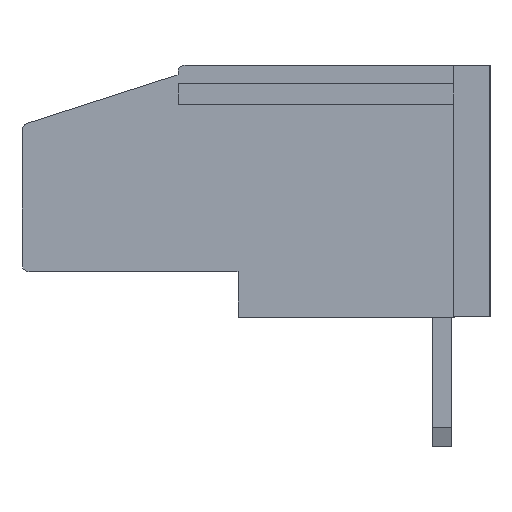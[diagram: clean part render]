
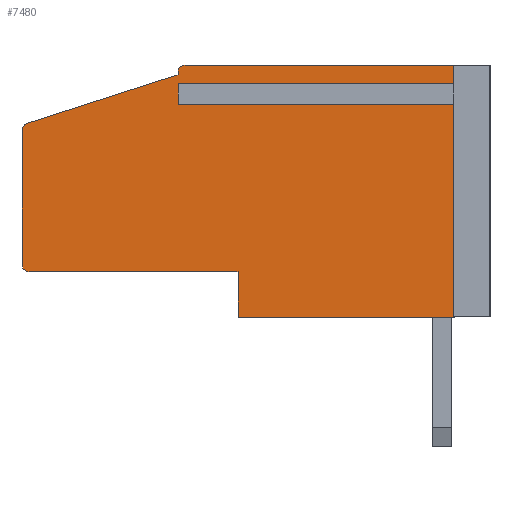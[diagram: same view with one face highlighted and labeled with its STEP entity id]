
A CAD part, left-side view. The second image highlights one B-rep face of the part: STEP entity #7480.
In plain terms, the highlighted planar face has unit normal (-1, 0, 0).
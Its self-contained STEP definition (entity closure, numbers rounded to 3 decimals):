
#16 = EDGE_CURVE ( 'NONE', #17243, #30233, #23821, .T. ) ;
#367 = EDGE_CURVE ( 'NONE', #2757, #24614, #15423, .T. ) ;
#573 = LINE ( 'NONE', #14287, #20596 ) ;
#751 = ORIENTED_EDGE ( 'NONE', *, *, #5729, .T. ) ;
#842 = EDGE_CURVE ( 'NONE', #20254, #1180, #16772, .T. ) ;
#1180 = VERTEX_POINT ( 'NONE', #22285 ) ;
#1573 = LINE ( 'NONE', #24699, #26450 ) ;
#2206 = ORIENTED_EDGE ( 'NONE', *, *, #6909, .T. ) ;
#2402 = CARTESIAN_POINT ( 'NONE',  ( 0., 1.5, 10.5 ) ) ;
#2426 = DIRECTION ( 'NONE',  ( 0., -1., 0. ) ) ;
#2444 = CARTESIAN_POINT ( 'NONE',  ( 0., 12.7, 10.2 ) ) ;
#2591 = DIRECTION ( 'NONE',  ( 0., 0., -1. ) ) ;
#2725 = DIRECTION ( 'NONE',  ( 1., 0., 0. ) ) ;
#2757 = VERTEX_POINT ( 'NONE', #4349 ) ;
#3469 = CARTESIAN_POINT ( 'NONE',  ( 0., 13., 10.1 ) ) ;
#4314 = CARTESIAN_POINT ( 'NONE',  ( 0., 19.292, 8.067 ) ) ;
#4349 = CARTESIAN_POINT ( 'NONE',  ( 0., 19.5, 2.2 ) ) ;
#4412 = EDGE_CURVE ( 'NONE', #24816, #13940, #24147, .T. ) ;
#4588 = ORIENTED_EDGE ( 'NONE', *, *, #12918, .F. ) ;
#4820 = DIRECTION ( 'NONE',  ( -1., 0., 0. ) ) ;
#5471 = CARTESIAN_POINT ( 'NONE',  ( 0., 1.5, 9.502 ) ) ;
#5485 = CARTESIAN_POINT ( 'NONE',  ( 0., 19.2, 2.2 ) ) ;
#5729 = EDGE_CURVE ( 'NONE', #24816, #24614, #6097, .T. ) ;
#5833 = EDGE_CURVE ( 'NONE', #12743, #8528, #12364, .T. ) ;
#5857 = CARTESIAN_POINT ( 'NONE',  ( 0., 19.5, 0. ) ) ;
#6097 = CIRCLE ( 'NONE', #18031, 0.3 ) ;
#6455 = DIRECTION ( 'NONE',  ( 0., -1., 0. ) ) ;
#6909 = EDGE_CURVE ( 'NONE', #20254, #9182, #573, .T. ) ;
#6989 = ORIENTED_EDGE ( 'NONE', *, *, #842, .F. ) ;
#7088 = VECTOR ( 'NONE', #22610, 1000. ) ;
#7480 = ADVANCED_FACE ( 'NONE', ( #24130 ), #21616, .F. ) ;
#8328 = VECTOR ( 'NONE', #9826, 1000. ) ;
#8528 = VERTEX_POINT ( 'NONE', #29408 ) ;
#8706 = ORIENTED_EDGE ( 'NONE', *, *, #18926, .F. ) ;
#9047 = CARTESIAN_POINT ( 'NONE',  ( 0., 19.2, 1.9 ) ) ;
#9182 = VERTEX_POINT ( 'NONE', #5471 ) ;
#9281 = AXIS2_PLACEMENT_3D ( 'NONE', #5485, #20128, #19823 ) ;
#9795 = CIRCLE ( 'NONE', #9281, 0.3 ) ;
#9826 = DIRECTION ( 'NONE',  ( 0., 0., 1. ) ) ;
#9920 = VECTOR ( 'NONE', #26698, 1000. ) ;
#10280 = ORIENTED_EDGE ( 'NONE', *, *, #26210, .T. ) ;
#10547 = ORIENTED_EDGE ( 'NONE', *, *, #14792, .F. ) ;
#10953 = LINE ( 'NONE', #27716, #27234 ) ;
#11105 = CARTESIAN_POINT ( 'NONE',  ( 0., 10.5, 1.9 ) ) ;
#11117 = LINE ( 'NONE', #20800, #14400 ) ;
#11741 = DIRECTION ( 'NONE',  ( 0., 0., -1. ) ) ;
#11890 = DIRECTION ( 'NONE',  ( 0., 0., -1. ) ) ;
#12137 = ORIENTED_EDGE ( 'NONE', *, *, #30508, .T. ) ;
#12214 = DIRECTION ( 'NONE',  ( 0., 0., -1. ) ) ;
#12281 = LINE ( 'NONE', #29070, #9920 ) ;
#12364 = LINE ( 'NONE', #14891, #29580 ) ;
#12598 = ORIENTED_EDGE ( 'NONE', *, *, #367, .F. ) ;
#12619 = EDGE_CURVE ( 'NONE', #2757, #15003, #9795, .T. ) ;
#12644 = DIRECTION ( 'NONE',  ( 0., 0., -1. ) ) ;
#12730 = VECTOR ( 'NONE', #26772, 1000. ) ;
#12743 = VERTEX_POINT ( 'NONE', #20581 ) ;
#12782 = DIRECTION ( 'NONE',  ( 0., 1., 0. ) ) ;
#12814 = LINE ( 'NONE', #5857, #12730 ) ;
#12880 = ORIENTED_EDGE ( 'NONE', *, *, #25200, .F. ) ;
#12918 = EDGE_CURVE ( 'NONE', #20233, #26324, #18897, .T. ) ;
#12956 = DIRECTION ( 'NONE',  ( -1., 0., 0. ) ) ;
#13052 = CARTESIAN_POINT ( 'NONE',  ( 0., 19.5, 10.5 ) ) ;
#13059 = AXIS2_PLACEMENT_3D ( 'NONE', #19135, #2725, #12214 ) ;
#13823 = EDGE_LOOP ( 'NONE', ( #12598, #24082, #8706, #4588, #10280, #23207, #12880, #6989, #2206, #23327, #23512, #12137, #10547, #16125, #751 ) ) ;
#13940 = VERTEX_POINT ( 'NONE', #3469 ) ;
#14287 = CARTESIAN_POINT ( 'NONE',  ( 0., 13., 9.502 ) ) ;
#14400 = VECTOR ( 'NONE', #23188, 1000. ) ;
#14587 = CARTESIAN_POINT ( 'NONE',  ( 0., 10.5, 0. ) ) ;
#14601 = CARTESIAN_POINT ( 'NONE',  ( 0., 19.5, 8. ) ) ;
#14603 = CARTESIAN_POINT ( 'NONE',  ( 0., 19.5, 7.782 ) ) ;
#14792 = EDGE_CURVE ( 'NONE', #13940, #18013, #12281, .T. ) ;
#14891 = CARTESIAN_POINT ( 'NONE',  ( 0., 19.5, 10.5 ) ) ;
#14924 = EDGE_CURVE ( 'NONE', #8528, #9182, #11117, .T. ) ;
#15003 = VERTEX_POINT ( 'NONE', #9047 ) ;
#15423 = LINE ( 'NONE', #13052, #7088 ) ;
#15504 = CIRCLE ( 'NONE', #26483, 0.3 ) ;
#16125 = ORIENTED_EDGE ( 'NONE', *, *, #4412, .F. ) ;
#16772 = LINE ( 'NONE', #19128, #27096 ) ;
#17243 = VERTEX_POINT ( 'NONE', #30335 ) ;
#18013 = VERTEX_POINT ( 'NONE', #21815 ) ;
#18031 = AXIS2_PLACEMENT_3D ( 'NONE', #19717, #12956, #12644 ) ;
#18897 = LINE ( 'NONE', #23605, #8328 ) ;
#18926 = EDGE_CURVE ( 'NONE', #26324, #15003, #1573, .T. ) ;
#19128 = CARTESIAN_POINT ( 'NONE',  ( 0., 13., 9.502 ) ) ;
#19135 = CARTESIAN_POINT ( 'NONE',  ( 0., 19.5, 10.5 ) ) ;
#19452 = DIRECTION ( 'NONE',  ( 0., -0.952, 0.307 ) ) ;
#19717 = CARTESIAN_POINT ( 'NONE',  ( 0., 19.2, 7.782 ) ) ;
#19823 = DIRECTION ( 'NONE',  ( 0., 0., -1. ) ) ;
#20128 = DIRECTION ( 'NONE',  ( -1., 0., 0. ) ) ;
#20233 = VERTEX_POINT ( 'NONE', #14587 ) ;
#20254 = VERTEX_POINT ( 'NONE', #26472 ) ;
#20581 = CARTESIAN_POINT ( 'NONE',  ( 0., 12.7, 10.5 ) ) ;
#20596 = VECTOR ( 'NONE', #2426, 1000. ) ;
#20800 = CARTESIAN_POINT ( 'NONE',  ( 0., 1.5, 10.5 ) ) ;
#21616 = PLANE ( 'NONE',  #13059 ) ;
#21815 = CARTESIAN_POINT ( 'NONE',  ( 0., 13., 10.2 ) ) ;
#22285 = CARTESIAN_POINT ( 'NONE',  ( 0., 13., 9.098 ) ) ;
#22610 = DIRECTION ( 'NONE',  ( 0., 0., 1. ) ) ;
#23102 = VECTOR ( 'NONE', #19452, 1000. ) ;
#23188 = DIRECTION ( 'NONE',  ( 0., 0., -1. ) ) ;
#23207 = ORIENTED_EDGE ( 'NONE', *, *, #16, .F. ) ;
#23327 = ORIENTED_EDGE ( 'NONE', *, *, #14924, .F. ) ;
#23512 = ORIENTED_EDGE ( 'NONE', *, *, #5833, .F. ) ;
#23605 = CARTESIAN_POINT ( 'NONE',  ( 0., 10.5, 1.9 ) ) ;
#23821 = LINE ( 'NONE', #2402, #26502 ) ;
#24082 = ORIENTED_EDGE ( 'NONE', *, *, #12619, .T. ) ;
#24130 = FACE_OUTER_BOUND ( 'NONE', #13823, .T. ) ;
#24147 = LINE ( 'NONE', #14601, #23102 ) ;
#24614 = VERTEX_POINT ( 'NONE', #14603 ) ;
#24699 = CARTESIAN_POINT ( 'NONE',  ( 0., 19.5, 1.9 ) ) ;
#24816 = VERTEX_POINT ( 'NONE', #4314 ) ;
#25200 = EDGE_CURVE ( 'NONE', #1180, #17243, #10953, .T. ) ;
#26210 = EDGE_CURVE ( 'NONE', #20233, #30233, #12814, .T. ) ;
#26324 = VERTEX_POINT ( 'NONE', #11105 ) ;
#26450 = VECTOR ( 'NONE', #12782, 1000. ) ;
#26472 = CARTESIAN_POINT ( 'NONE',  ( 0., 13., 9.502 ) ) ;
#26483 = AXIS2_PLACEMENT_3D ( 'NONE', #2444, #4820, #2591 ) ;
#26502 = VECTOR ( 'NONE', #11890, 1000. ) ;
#26698 = DIRECTION ( 'NONE',  ( 0., 0., 1. ) ) ;
#26772 = DIRECTION ( 'NONE',  ( 0., -1., 0. ) ) ;
#26945 = DIRECTION ( 'NONE',  ( 0., -1., 0. ) ) ;
#27096 = VECTOR ( 'NONE', #11741, 1000. ) ;
#27234 = VECTOR ( 'NONE', #6455, 1000. ) ;
#27645 = CARTESIAN_POINT ( 'NONE',  ( 0., 1.5, 0. ) ) ;
#27716 = CARTESIAN_POINT ( 'NONE',  ( 0., 13., 9.098 ) ) ;
#29070 = CARTESIAN_POINT ( 'NONE',  ( 0., 13., 10.1 ) ) ;
#29408 = CARTESIAN_POINT ( 'NONE',  ( 0., 1.5, 10.5 ) ) ;
#29580 = VECTOR ( 'NONE', #26945, 1000. ) ;
#30233 = VERTEX_POINT ( 'NONE', #27645 ) ;
#30335 = CARTESIAN_POINT ( 'NONE',  ( 0., 1.5, 9.098 ) ) ;
#30508 = EDGE_CURVE ( 'NONE', #12743, #18013, #15504, .T. ) ;
